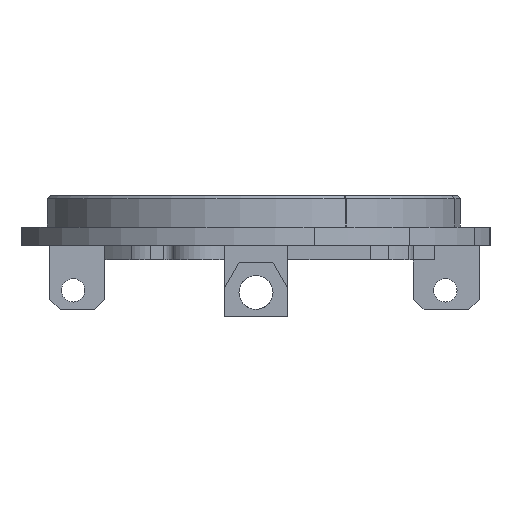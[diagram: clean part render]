
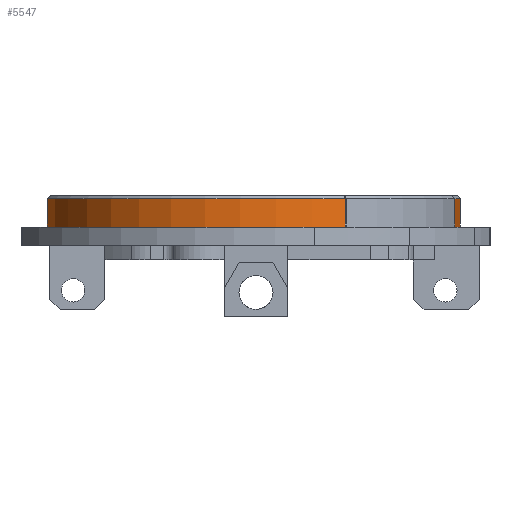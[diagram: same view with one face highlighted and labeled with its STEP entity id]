
A CAD part, left-side view. The second image highlights one B-rep face of the part: STEP entity #5547.
In plain terms, the highlighted cylindrical face has radius 19.45 mm (diameter 38.9 mm), a partial arc.
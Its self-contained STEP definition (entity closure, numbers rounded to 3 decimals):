
#218=CYLINDRICAL_SURFACE('',#5980,19.45);
#398=FACE_OUTER_BOUND('',#718,.T.);
#718=EDGE_LOOP('',(#4152,#4153,#4154,#4155));
#1024=LINE('',#8202,#1532);
#1156=LINE('',#8752,#1664);
#1532=VECTOR('',#6467,10.);
#1664=VECTOR('',#6921,10.);
#2035=CIRCLE('',#5799,19.45);
#2122=CIRCLE('',#5945,19.45);
#2336=VERTEX_POINT('',#8148);
#2339=VERTEX_POINT('',#8159);
#2350=VERTEX_POINT('',#8201);
#2488=VERTEX_POINT('',#8642);
#2884=EDGE_CURVE('',#2339,#2336,#2035,.T.);
#2903=EDGE_CURVE('',#2336,#2350,#1024,.T.);
#3092=EDGE_CURVE('',#2488,#2350,#2122,.T.);
#3138=EDGE_CURVE('',#2339,#2488,#1156,.T.);
#4152=ORIENTED_EDGE('',*,*,#2884,.F.);
#4153=ORIENTED_EDGE('',*,*,#3138,.T.);
#4154=ORIENTED_EDGE('',*,*,#3092,.T.);
#4155=ORIENTED_EDGE('',*,*,#2903,.F.);
#5547=ADVANCED_FACE('',(#398),#218,.T.);
#5799=AXIS2_PLACEMENT_3D('',#8161,#6421,#6422);
#5945=AXIS2_PLACEMENT_3D('',#8643,#6820,#6821);
#5980=AXIS2_PLACEMENT_3D('',#8753,#6922,#6923);
#6421=DIRECTION('center_axis',(0.,0.,1.));
#6422=DIRECTION('ref_axis',(1.,0.,0.));
#6467=DIRECTION('',(0.,0.,-1.));
#6820=DIRECTION('center_axis',(0.,0.,1.));
#6821=DIRECTION('ref_axis',(-1.,0.,0.));
#6921=DIRECTION('',(0.,0.,-1.));
#6922=DIRECTION('center_axis',(0.,0.,-1.));
#6923=DIRECTION('ref_axis',(0.625,0.781,0.));
#8148=CARTESIAN_POINT('',(-49.444,-8.404,10.8));
#8159=CARTESIAN_POINT('',(-36.565,-18.707,10.8));
#8161=CARTESIAN_POINT('Origin',(-32.,0.2,10.8));
#8201=CARTESIAN_POINT('',(-49.444,-8.404,8.15));
#8202=CARTESIAN_POINT('',(-49.444,-8.404,11.1));
#8642=CARTESIAN_POINT('',(-36.565,-18.707,8.15));
#8643=CARTESIAN_POINT('Origin',(-32.,0.2,8.15));
#8752=CARTESIAN_POINT('',(-36.565,-18.707,11.1));
#8753=CARTESIAN_POINT('Origin',(-32.,0.2,9.95));
